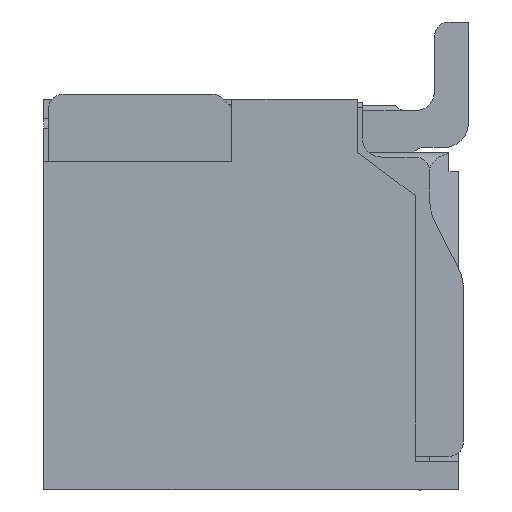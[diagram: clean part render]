
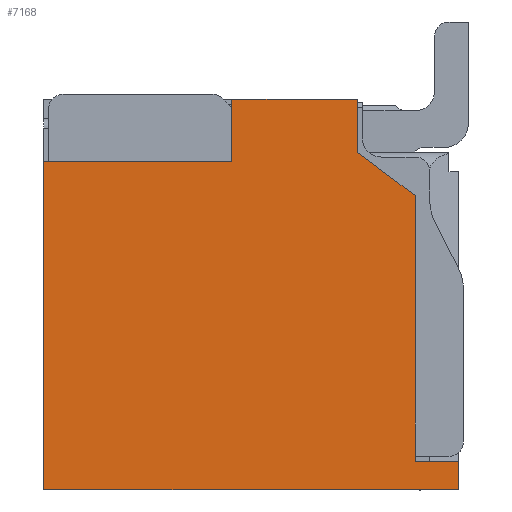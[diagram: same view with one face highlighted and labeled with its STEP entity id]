
A CAD part, left-side view. The second image highlights one B-rep face of the part: STEP entity #7168.
In plain terms, the highlighted planar face has unit normal (-1, 0, 0).
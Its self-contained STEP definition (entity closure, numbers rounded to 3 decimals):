
#420 = VECTOR ( 'NONE', #11399, 1000. ) ;
#428 = LINE ( 'NONE', #11983, #24531 ) ;
#1390 = DIRECTION ( 'NONE',  ( 0., 0., 1. ) ) ;
#1540 = VECTOR ( 'NONE', #1390, 1000. ) ;
#2016 = VERTEX_POINT ( 'NONE', #22865 ) ;
#3828 = DIRECTION ( 'NONE',  ( 0., 0., 1. ) ) ;
#4213 = CARTESIAN_POINT ( 'NONE',  ( -12.875, -2.15, -2.025 ) ) ;
#4414 = VERTEX_POINT ( 'NONE', #4213 ) ;
#5062 = CARTESIAN_POINT ( 'NONE',  ( -12.875, 2.15, 0. ) ) ;
#5108 = ORIENTED_EDGE ( 'NONE', *, *, #26324, .F. ) ;
#5762 = CARTESIAN_POINT ( 'NONE',  ( -12.875, -2.15, -0.375 ) ) ;
#6009 = LINE ( 'NONE', #5762, #6255 ) ;
#6062 = ORIENTED_EDGE ( 'NONE', *, *, #47916, .F. ) ;
#6255 = VECTOR ( 'NONE', #39907, 1000. ) ;
#6940 = CARTESIAN_POINT ( 'NONE',  ( -12.875, -1.1, 2.025 ) ) ;
#7168 = ADVANCED_FACE ( 'NONE', ( #10722 ), #22209, .F. ) ;
#7376 = ORIENTED_EDGE ( 'NONE', *, *, #23214, .F. ) ;
#8133 = EDGE_CURVE ( 'NONE', #39789, #12047, #37432, .T. ) ;
#8179 = VECTOR ( 'NONE', #30194, 1000. ) ;
#9986 = ORIENTED_EDGE ( 'NONE', *, *, #47827, .F. ) ;
#10722 = FACE_OUTER_BOUND ( 'NONE', #46345, .T. ) ;
#11175 = DIRECTION ( 'NONE',  ( 1., 0., 0. ) ) ;
#11399 = DIRECTION ( 'NONE',  ( 0., 0., -1. ) ) ;
#11457 = CARTESIAN_POINT ( 'NONE',  ( -12.875, -1.1, 1.475 ) ) ;
#11590 = LINE ( 'NONE', #41549, #8179 ) ;
#11983 = CARTESIAN_POINT ( 'NONE',  ( -12.875, 0., -1.725 ) ) ;
#12047 = VERTEX_POINT ( 'NONE', #22307 ) ;
#12076 = LINE ( 'NONE', #16008, #12971 ) ;
#12416 = CARTESIAN_POINT ( 'NONE',  ( -12.875, 0., 2.025 ) ) ;
#12971 = VECTOR ( 'NONE', #38815, 1000. ) ;
#13518 = VERTEX_POINT ( 'NONE', #11457 ) ;
#14509 = LINE ( 'NONE', #47369, #22057 ) ;
#14634 = CARTESIAN_POINT ( 'NONE',  ( -12.875, 0., 0. ) ) ;
#15330 = CARTESIAN_POINT ( 'NONE',  ( -12.875, -1.1, 0. ) ) ;
#15438 = DIRECTION ( 'NONE',  ( 0., -1., 0. ) ) ;
#15482 = LINE ( 'NONE', #5062, #1540 ) ;
#16008 = CARTESIAN_POINT ( 'NONE',  ( -12.875, 0., 1.375 ) ) ;
#18851 = AXIS2_PLACEMENT_3D ( 'NONE', #14634, #11175, #22924 ) ;
#20124 = EDGE_CURVE ( 'NONE', #4414, #43117, #6009, .T. ) ;
#21330 = ORIENTED_EDGE ( 'NONE', *, *, #40800, .F. ) ;
#22057 = VECTOR ( 'NONE', #29441, 1000. ) ;
#22209 = PLANE ( 'NONE',  #18851 ) ;
#22307 = CARTESIAN_POINT ( 'NONE',  ( -12.875, 0.2, 2.025 ) ) ;
#22822 = CARTESIAN_POINT ( 'NONE',  ( -12.875, -2.15, -1.725 ) ) ;
#22865 = CARTESIAN_POINT ( 'NONE',  ( -12.875, -1.7, 1.025 ) ) ;
#22896 = VECTOR ( 'NONE', #27344, 1000. ) ;
#22924 = DIRECTION ( 'NONE',  ( 0., 0., -1. ) ) ;
#23135 = LINE ( 'NONE', #40867, #420 ) ;
#23214 = EDGE_CURVE ( 'NONE', #12047, #37132, #31030, .T. ) ;
#23885 = ORIENTED_EDGE ( 'NONE', *, *, #45515, .F. ) ;
#24531 = VECTOR ( 'NONE', #15438, 1000. ) ;
#25553 = ORIENTED_EDGE ( 'NONE', *, *, #8133, .F. ) ;
#26324 = EDGE_CURVE ( 'NONE', #42519, #39789, #12076, .T. ) ;
#27344 = DIRECTION ( 'NONE',  ( 0., -1., 0. ) ) ;
#27907 = VERTEX_POINT ( 'NONE', #39814 ) ;
#29441 = DIRECTION ( 'NONE',  ( 0., 1., 0. ) ) ;
#29760 = CARTESIAN_POINT ( 'NONE',  ( -12.875, 0.2, 1.375 ) ) ;
#30194 = DIRECTION ( 'NONE',  ( 0., -0.8, -0.6 ) ) ;
#30242 = LINE ( 'NONE', #15330, #42808 ) ;
#31022 = CARTESIAN_POINT ( 'NONE',  ( -12.875, 2.15, 1.375 ) ) ;
#31030 = LINE ( 'NONE', #12416, #22896 ) ;
#33310 = ORIENTED_EDGE ( 'NONE', *, *, #36087, .F. ) ;
#33491 = CARTESIAN_POINT ( 'NONE',  ( -12.875, 0.2, 0. ) ) ;
#34569 = EDGE_CURVE ( 'NONE', #27907, #42519, #15482, .T. ) ;
#35076 = ORIENTED_EDGE ( 'NONE', *, *, #34569, .F. ) ;
#36087 = EDGE_CURVE ( 'NONE', #48054, #43117, #428, .T. ) ;
#36239 = VECTOR ( 'NONE', #3828, 1000. ) ;
#36947 = ORIENTED_EDGE ( 'NONE', *, *, #20124, .T. ) ;
#37132 = VERTEX_POINT ( 'NONE', #6940 ) ;
#37432 = LINE ( 'NONE', #33491, #36239 ) ;
#38815 = DIRECTION ( 'NONE',  ( 0., -1., 0. ) ) ;
#39789 = VERTEX_POINT ( 'NONE', #29760 ) ;
#39814 = CARTESIAN_POINT ( 'NONE',  ( -12.875, 2.15, -2.025 ) ) ;
#39907 = DIRECTION ( 'NONE',  ( 0., 0., 1. ) ) ;
#40800 = EDGE_CURVE ( 'NONE', #13518, #2016, #11590, .T. ) ;
#40867 = CARTESIAN_POINT ( 'NONE',  ( -12.875, -1.7, 0. ) ) ;
#41549 = CARTESIAN_POINT ( 'NONE',  ( -12.875, -1.1, 1.475 ) ) ;
#41836 = DIRECTION ( 'NONE',  ( 0., 0., -1. ) ) ;
#42076 = CARTESIAN_POINT ( 'NONE',  ( -12.875, -1.7, -1.725 ) ) ;
#42519 = VERTEX_POINT ( 'NONE', #31022 ) ;
#42808 = VECTOR ( 'NONE', #41836, 1000. ) ;
#43117 = VERTEX_POINT ( 'NONE', #22822 ) ;
#45515 = EDGE_CURVE ( 'NONE', #4414, #27907, #14509, .T. ) ;
#46345 = EDGE_LOOP ( 'NONE', ( #35076, #23885, #36947, #33310, #6062, #21330, #9986, #7376, #25553, #5108 ) ) ;
#47369 = CARTESIAN_POINT ( 'NONE',  ( -12.875, 0., -2.025 ) ) ;
#47827 = EDGE_CURVE ( 'NONE', #37132, #13518, #30242, .T. ) ;
#47916 = EDGE_CURVE ( 'NONE', #2016, #48054, #23135, .T. ) ;
#48054 = VERTEX_POINT ( 'NONE', #42076 ) ;
